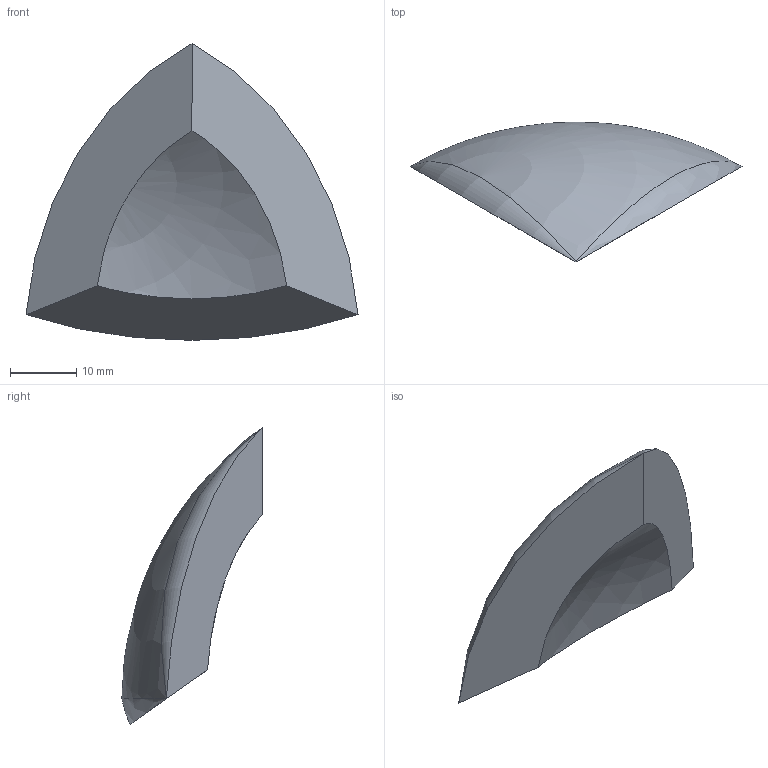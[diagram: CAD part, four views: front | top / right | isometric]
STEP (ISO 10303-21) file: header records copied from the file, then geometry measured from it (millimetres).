
FILE_DESCRIPTION(/* description */ ('STEP AP242','CAx-IF Rec.Pracs.---Representation and Presentation of Product Manufacturing Information (PMI)---4.0---2014-10-13','CAx-IF Rec.Pracs.---3D Tessellated Geometry---0.4---2014-09-14','2;1'),/* implementation_level */ '2;1');
FILE_NAME(/* name */ '6560a71da9c0bd0a02c3bb88',/* time_stamp */ '2023-11-24T13:37:34Z',/* author */ (''),/* organization */ (''),/* preprocessor_version */ 'ST-DEVELOPER v19.4',/* originating_system */ ' ',/* authorisation */ ' ');
FILE_SCHEMA (('AP242_MANAGED_MODEL_BASED_3D_ENGINEERING_MIM_LF { 1 0 10303 442 1 1 4 }'));
Length unit declared in the file: metre
Products named in the file (1): Bottom
Bounding box: 50 x 21.13 x 44.69 mm (x, y, z)
Volume: 11236 mm3; surface area: 3712.3 mm2
Topology: 1 solids, 1 shells, 8 faces, 20 edges, 7 vertices
Faces by surface type: plane 3, torus 3, sphere 2
Entity records: 199 total; most frequent: DIRECTION 39, CARTESIAN_POINT 27, ORIENTED_EDGE 24, AXIS2_PLACEMENT_3D 18, EDGE_CURVE 12, CIRCLE 9, EDGE_LOOP 8, FACE_BOUND 8
